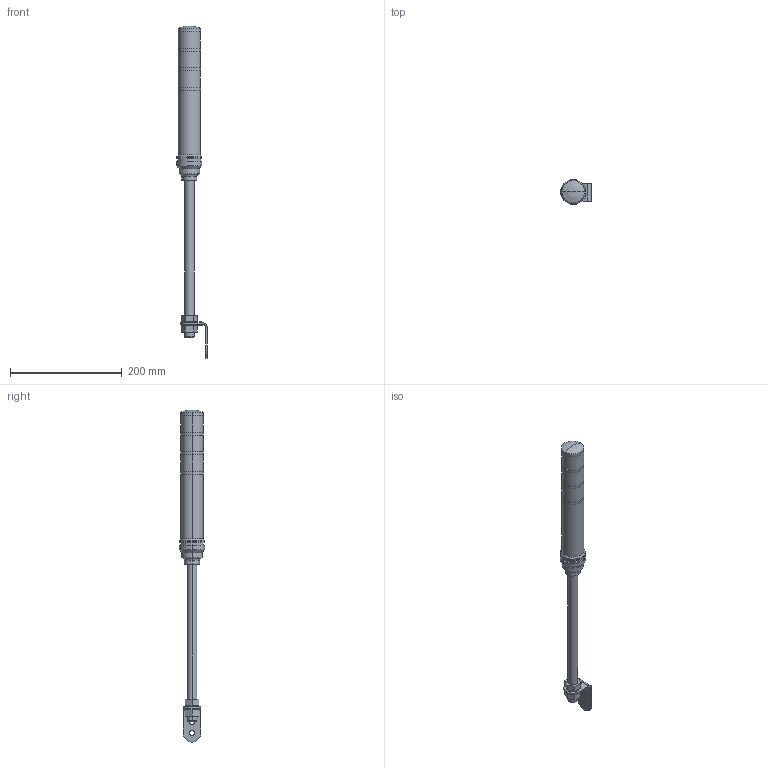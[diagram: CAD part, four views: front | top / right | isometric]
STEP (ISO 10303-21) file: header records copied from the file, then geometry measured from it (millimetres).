
FILE_DESCRIPTION(('starvars output'),'2;1');
FILE_NAME('XVC4B35S_3D.stp','19:34:28 2020/03/31',( 'Thomas Industrial Network Germany GmbH'),( 'Thomas Industrial Network Germany GmbH'),'unknown preprocess','ACIS' ,'unknown authorization');
FILE_SCHEMA(('AUTOMOTIVE_DESIGN_CC2 {UNKNOWN IMPLEMENTATION LEVEL}'));
Length unit declared in the file: millimetre
Products named in the file (1): PRODUCT_ID_20
Bounding box: 54.5 x 45 x 594.5 mm (x, y, z)
Volume: 363545.4 mm3; surface area: 73876.3 mm2
Topology: 1 solids, 2 shells, 103 faces, 222 edges, 141 vertices
Faces by surface type: cylinder 52, plane 39, cone 8, sphere 2, torus 2
Entity records: 3339 total; most frequent: ORIENTED_EDGE 444, CARTESIAN_POINT 386, DIRECTION 382, EDGE_CURVE 220, VERTEX_POINT 141, AXIS2_PLACEMENT_3D 137, EDGE_LOOP 129, FACE_BOUND 129
